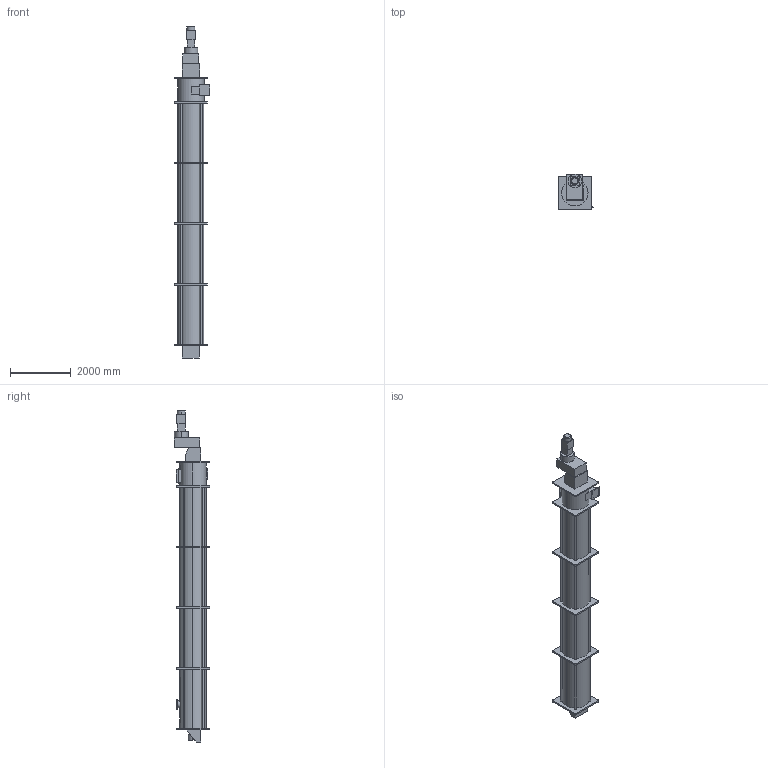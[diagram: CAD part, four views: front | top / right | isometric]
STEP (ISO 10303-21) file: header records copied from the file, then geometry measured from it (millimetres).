
FILE_DESCRIPTION (( 'STEP AP203' ), '1' );
FILE_NAME ('KRC800-8M.STEP', '2021-06-14T14:34:30', ( '' ), ( '' ), 'SwSTEP 2.0', 'SolidWorks 2017', '' );
FILE_SCHEMA (( 'CONFIG_CONTROL_DESIGN' ));
Length unit declared in the file: millimetre
Products named in the file (1): KRC800-8M
Bounding box: 1172 x 1158 x 10940 mm (x, y, z)
Volume: 6038639502.6 mm3; surface area: 42227729.9 mm2
Topology: 1 solids, 1 shells, 204 faces, 532 edges, 353 vertices
Faces by surface type: plane 147, cylinder 55, cone 2
Entity records: 6488 total; most frequent: CARTESIAN_POINT 1280, ORIENTED_EDGE 1064, DIRECTION 1053, EDGE_CURVE 532, VECTOR 413, LINE 413, VERTEX_POINT 353, AXIS2_PLACEMENT_3D 320
